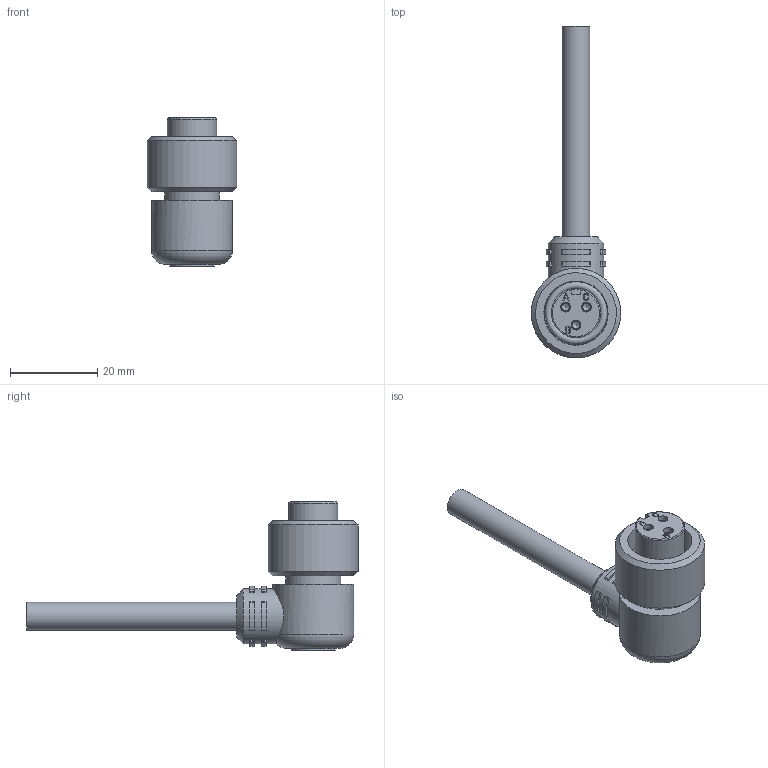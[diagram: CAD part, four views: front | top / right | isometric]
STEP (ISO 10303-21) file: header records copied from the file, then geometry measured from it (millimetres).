
FILE_DESCRIPTION(/* description */ (''),/* implementation_level */ '2;1');
FILE_NAME(/* name */ 'A3Y.stp',/* time_stamp */ '2017-05-03T11:40:09-04:00',/* author */ ('aneininger'),/* organization */ (''),/* preprocessor_version */ 'ST-DEVELOPER v16.5',/* originating_system */ 'Autodesk Inventor 2017',/* authorisation */ '');
FILE_SCHEMA (('AUTOMOTIVE_DESIGN { 1 0 10303 214 3 1 1 }'));
Length unit declared in the file: inch
Products named in the file (1): A3Y
Bounding box: 20.56 x 76.22 x 33.99 mm (x, y, z)
Volume: 10512.1 mm3; surface area: 5596.1 mm2
Topology: 1 solids, 1 shells, 475 faces, 894 edges, 499 vertices
Faces by surface type: cylinder 237, plane 205, bspline 21, torus 6, cone 6
Full cylindrical faces by diameter (mm): 0.128 x19, 0.203 x48, 1.575 x4, 1.727 x3, 2.286 x3, 3.937 x1, 4.445 x1, 4.572 x1, 6.35 x1, 10.16 x1, 12.649 x1, 12.7 x1, 12.827 x1, 14.605 x1, 14.732 x1, 15.875 x1, 18.542 x1, 20.574 x1
Entity records: 12114 total; most frequent: CARTESIAN_POINT 2175, DIRECTION 2164, ORIENTED_EDGE 1738, AXIS2_PLACEMENT_3D 957, EDGE_CURVE 797, EDGE_LOOP 631, CIRCLE 495, VERTEX_POINT 482
